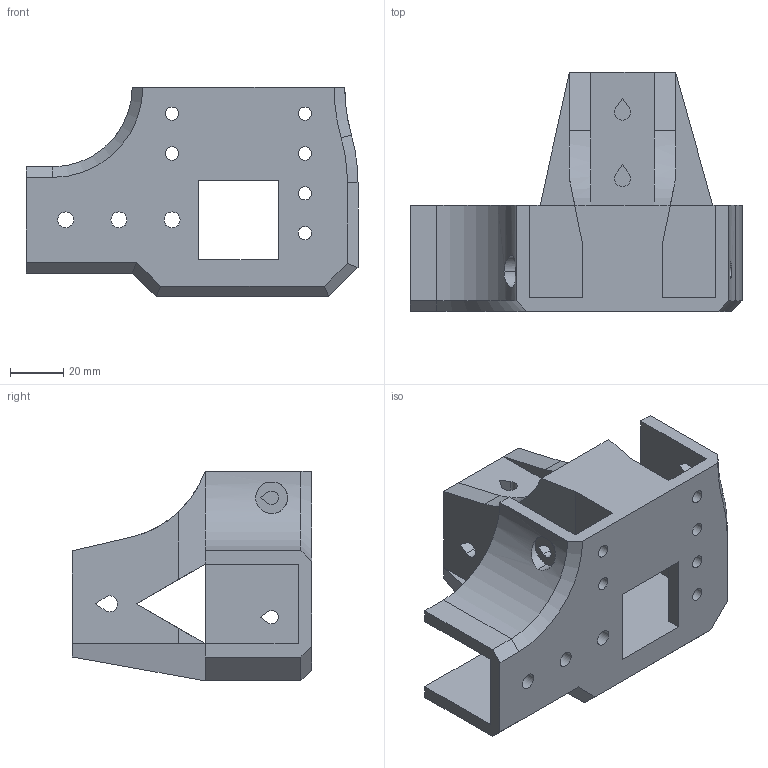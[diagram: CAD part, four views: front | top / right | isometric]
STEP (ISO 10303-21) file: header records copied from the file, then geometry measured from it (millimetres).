
FILE_DESCRIPTION(('FreeCAD Model'),'2;1');
FILE_NAME('LeftAnkle.step','2015-07-20T12:28:59',('Author'),(''), 'Open CASCADE STEP processor 6.8','FreeCAD','Unknown');
FILE_SCHEMA(('AUTOMOTIVE_DESIGN_CC2 { 1 2 10303 214 -1 1 5 4 }'));
Length unit declared in the file: millimetre
Products named in the file (1): LeftAnkle
Bounding box: 125 x 90 x 79 mm (x, y, z)
Volume: 208764.8 mm3; surface area: 57145 mm2
Topology: 1 solids, 1 shells, 94 faces, 274 edges, 179 vertices
Faces by surface type: plane 68, cylinder 23, cone 3
Full cylindrical faces by diameter (mm): 5 x6, 6 x3
Entity records: 9144 total; most frequent: CARTESIAN_POINT 3808, DIRECTION 919, LINE 603, VECTOR 603, ORIENTED_EDGE 548, PCURVE 548, DEFINITIONAL_REPRESENTATION 548, EDGE_CURVE 274
